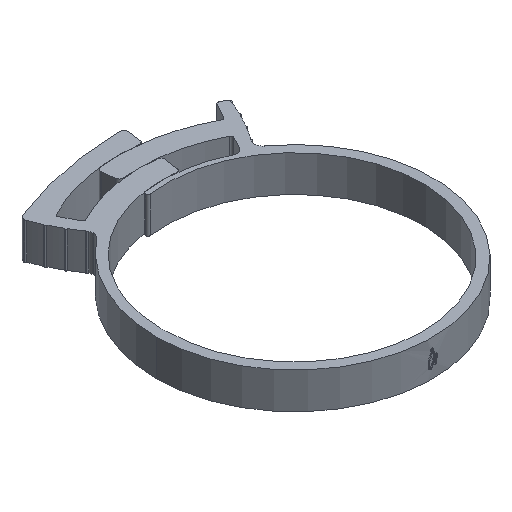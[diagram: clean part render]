
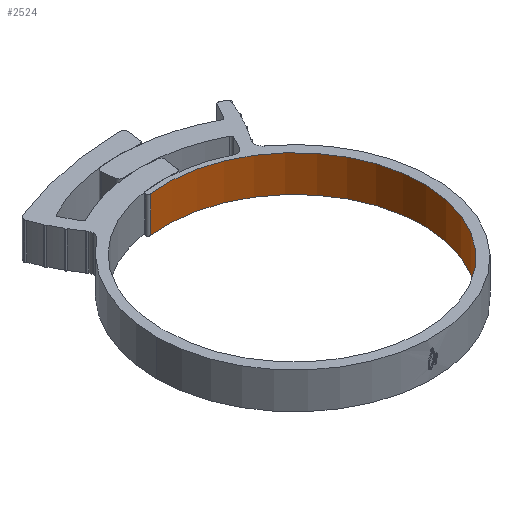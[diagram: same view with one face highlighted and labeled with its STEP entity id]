
A CAD part, isometric view. The second image highlights one B-rep face of the part: STEP entity #2524.
In plain terms, the highlighted cylindrical face has radius 32.25 mm (diameter 64.5 mm), a partial arc.
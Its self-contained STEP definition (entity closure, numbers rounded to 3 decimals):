
#5 = ORIENTED_EDGE ( 'NONE', *, *, #4697, .F. ) ;
#213 = FACE_OUTER_BOUND ( 'NONE', #5781, .T. ) ;
#222 = DIRECTION ( 'NONE',  ( -1., 0., 0. ) ) ;
#421 = VERTEX_POINT ( 'NONE', #3503 ) ;
#455 = ORIENTED_EDGE ( 'NONE', *, *, #3438, .T. ) ;
#677 = CARTESIAN_POINT ( 'NONE',  ( 0., 0., -4.55 ) ) ;
#726 = CARTESIAN_POINT ( 'NONE',  ( 0., 0., 4.55 ) ) ;
#749 = CYLINDRICAL_SURFACE ( 'NONE', #3581, 32.25 ) ;
#811 = ORIENTED_EDGE ( 'NONE', *, *, #4341, .F. ) ;
#836 = AXIS2_PLACEMENT_3D ( 'NONE', #677, #6181, #2128 ) ;
#1668 = LINE ( 'NONE', #5107, #3401 ) ;
#1824 = CARTESIAN_POINT ( 'NONE',  ( -4.25, 31.969, -4.55 ) ) ;
#2128 = DIRECTION ( 'NONE',  ( -1., 0., 0. ) ) ;
#2173 = CARTESIAN_POINT ( 'NONE',  ( -32.25, 0., -4.55 ) ) ;
#2524 = ADVANCED_FACE ( 'NONE', ( #213 ), #749, .F. ) ;
#3094 = CARTESIAN_POINT ( 'NONE',  ( -32.25, 0., 4.55 ) ) ;
#3096 = VERTEX_POINT ( 'NONE', #1824 ) ;
#3401 = VECTOR ( 'NONE', #3651, 1000. ) ;
#3438 = EDGE_CURVE ( 'NONE', #421, #3096, #1668, .T. ) ;
#3503 = CARTESIAN_POINT ( 'NONE',  ( -4.25, 31.969, 4.55 ) ) ;
#3581 = AXIS2_PLACEMENT_3D ( 'NONE', #4761, #3840, #6304 ) ;
#3651 = DIRECTION ( 'NONE',  ( 0., 0., -1. ) ) ;
#3834 = CIRCLE ( 'NONE', #836, 32.25 ) ;
#3840 = DIRECTION ( 'NONE',  ( 0., 0., -1. ) ) ;
#3850 = DIRECTION ( 'NONE',  ( 0., 0., -1. ) ) ;
#4169 = CARTESIAN_POINT ( 'NONE',  ( -32.25, 0., 4.55 ) ) ;
#4256 = AXIS2_PLACEMENT_3D ( 'NONE', #726, #3850, #222 ) ;
#4341 = EDGE_CURVE ( 'NONE', #421, #4666, #5312, .T. ) ;
#4659 = DIRECTION ( 'NONE',  ( 0., 0., -1. ) ) ;
#4666 = VERTEX_POINT ( 'NONE', #3094 ) ;
#4697 = EDGE_CURVE ( 'NONE', #4666, #4752, #5142, .T. ) ;
#4752 = VERTEX_POINT ( 'NONE', #2173 ) ;
#4761 = CARTESIAN_POINT ( 'NONE',  ( 0., 0., 4.55 ) ) ;
#4776 = VECTOR ( 'NONE', #4659, 1000. ) ;
#5107 = CARTESIAN_POINT ( 'NONE',  ( -4.25, 31.969, 4.55 ) ) ;
#5142 = LINE ( 'NONE', #4169, #4776 ) ;
#5312 = CIRCLE ( 'NONE', #4256, 32.25 ) ;
#5781 = EDGE_LOOP ( 'NONE', ( #6001, #5, #811, #455 ) ) ;
#6001 = ORIENTED_EDGE ( 'NONE', *, *, #6057, .T. ) ;
#6057 = EDGE_CURVE ( 'NONE', #3096, #4752, #3834, .T. ) ;
#6181 = DIRECTION ( 'NONE',  ( 0., 0., -1. ) ) ;
#6304 = DIRECTION ( 'NONE',  ( -1., 0., 0. ) ) ;
